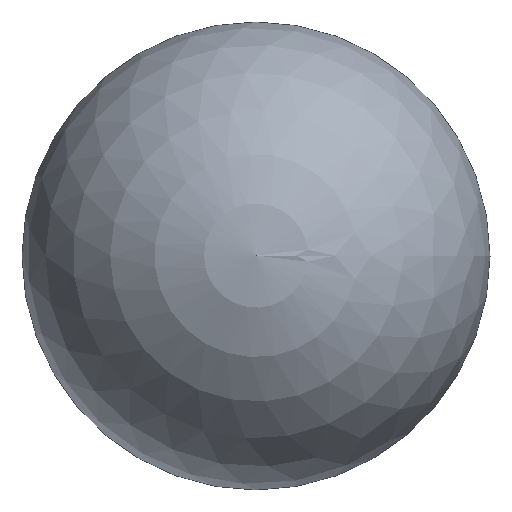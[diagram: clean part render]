
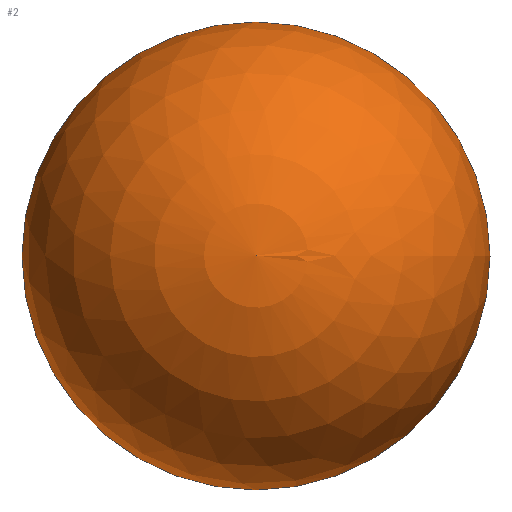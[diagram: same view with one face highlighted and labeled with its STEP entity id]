
A CAD part, top view. The second image highlights one B-rep face of the part: STEP entity #2.
In plain terms, the highlighted spherical face has radius 5 mm.
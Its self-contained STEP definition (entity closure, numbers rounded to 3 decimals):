
#2 = ADVANCED_FACE ( 'NONE', ( #61 ), #116, .T. ) ;
#5 = DIRECTION ( 'NONE',  ( 0., 0., -1. ) ) ;
#9 = CIRCLE ( 'NONE', #82, 5. ) ;
#29 = EDGE_CURVE ( 'NONE', #74, #85, #9, .T. ) ;
#30 = CARTESIAN_POINT ( 'NONE',  ( 0., 0., 0. ) ) ;
#32 = EDGE_CURVE ( 'NONE', #74, #85, #71, .T. ) ;
#39 = DIRECTION ( 'NONE',  ( -1., 0., 0. ) ) ;
#54 = CARTESIAN_POINT ( 'NONE',  ( 0., -5., 0. ) ) ;
#61 = FACE_OUTER_BOUND ( 'NONE', #115, .T. ) ;
#62 = DIRECTION ( 'NONE',  ( 0., 0., 1. ) ) ;
#71 = CIRCLE ( 'NONE', #119, 5. ) ;
#72 = DIRECTION ( 'NONE',  ( 1., 0., 0. ) ) ;
#74 = VERTEX_POINT ( 'NONE', #54 ) ;
#76 = ORIENTED_EDGE ( 'NONE', *, *, #32, .F. ) ;
#82 = AXIS2_PLACEMENT_3D ( 'NONE', #103, #62, #84 ) ;
#84 = DIRECTION ( 'NONE',  ( 1., 0., 0. ) ) ;
#85 = VERTEX_POINT ( 'NONE', #91 ) ;
#89 = AXIS2_PLACEMENT_3D ( 'NONE', #30, #5, #72 ) ;
#91 = CARTESIAN_POINT ( 'NONE',  ( 0., 5., 0. ) ) ;
#96 = ORIENTED_EDGE ( 'NONE', *, *, #29, .T. ) ;
#103 = CARTESIAN_POINT ( 'NONE',  ( 0., 0., 0. ) ) ;
#115 = EDGE_LOOP ( 'NONE', ( #76, #96 ) ) ;
#116 = SPHERICAL_SURFACE ( 'NONE', #89, 5. ) ;
#119 = AXIS2_PLACEMENT_3D ( 'NONE', #123, #122, #39 ) ;
#122 = DIRECTION ( 'NONE',  ( 0., 0., -1. ) ) ;
#123 = CARTESIAN_POINT ( 'NONE',  ( 0., 0., 0. ) ) ;
